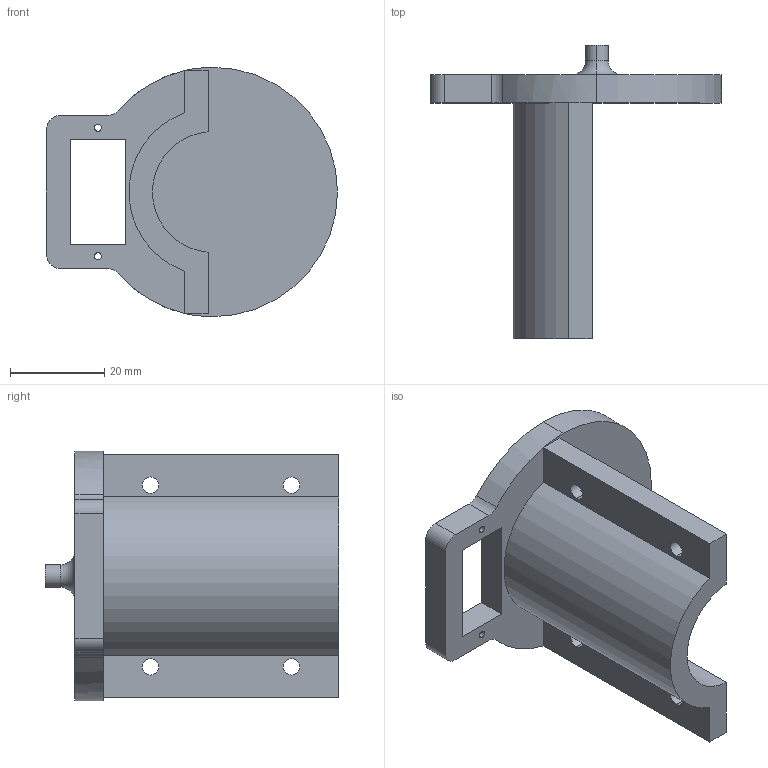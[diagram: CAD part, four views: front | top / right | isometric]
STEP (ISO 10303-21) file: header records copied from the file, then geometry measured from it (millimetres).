
FILE_DESCRIPTION (( 'STEP AP214' ), '1' );
FILE_NAME ('PivotPlatform.STEP', '2025-06-18T05:43:21', ( '' ), ( '' ), 'SwSTEP 2.0', 'SolidWorks 2024', '' );
FILE_SCHEMA (( 'AUTOMOTIVE_DESIGN' ));
Length unit declared in the file: millimetre
Products named in the file (1): PivotPlatform
Bounding box: 61.79 x 62.3 x 52.95 mm (x, y, z)
Volume: 29324.7 mm3; surface area: 13180 mm2
Topology: 1 solids, 1 shells, 43 faces, 114 edges, 74 vertices
Faces by surface type: cylinder 23, plane 18, torus 2
Entity records: 1403 total; most frequent: DIRECTION 254, CARTESIAN_POINT 232, ORIENTED_EDGE 228, EDGE_CURVE 114, AXIS2_PLACEMENT_3D 96, VERTEX_POINT 74, LINE 62, VECTOR 62
